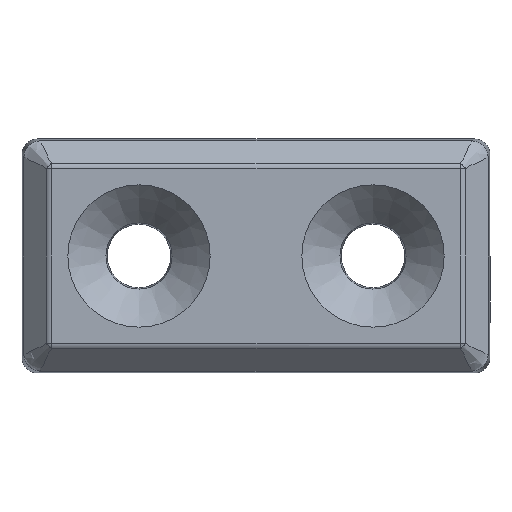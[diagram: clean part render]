
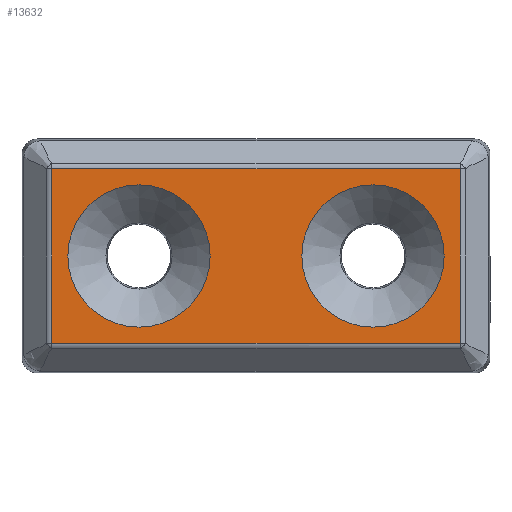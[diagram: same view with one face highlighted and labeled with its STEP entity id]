
A CAD part, front view. The second image highlights one B-rep face of the part: STEP entity #13632.
In plain terms, the highlighted planar face has unit normal (0, -1, 0).
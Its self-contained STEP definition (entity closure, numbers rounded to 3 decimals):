
#70 = EDGE_CURVE ( 'NONE', #971, #11300, #679, .T. ) ;
#118 = ORIENTED_EDGE ( 'NONE', *, *, #12976, .F. ) ;
#217 = FACE_BOUND ( 'NONE', #729, .T. ) ;
#332 = CARTESIAN_POINT ( 'NONE',  ( 26.167, -8., -11.167 ) ) ;
#514 = VECTOR ( 'NONE', #8689, 1000. ) ;
#567 = FACE_BOUND ( 'NONE', #2344, .T. ) ;
#679 = LINE ( 'NONE', #7585, #514 ) ;
#693 = CARTESIAN_POINT ( 'NONE',  ( 15., -8., -9.125 ) ) ;
#729 = EDGE_LOOP ( 'NONE', ( #118 ) ) ;
#966 = CARTESIAN_POINT ( 'NONE',  ( -26.167, -8., 11.167 ) ) ;
#971 = VERTEX_POINT ( 'NONE', #12585 ) ;
#1387 = VECTOR ( 'NONE', #13326, 1000. ) ;
#1447 = EDGE_CURVE ( 'NONE', #13954, #8434, #4177, .T. ) ;
#1738 = LINE ( 'NONE', #5849, #1387 ) ;
#1805 = EDGE_CURVE ( 'NONE', #11300, #13954, #1738, .T. ) ;
#1954 = VERTEX_POINT ( 'NONE', #13668 ) ;
#2344 = EDGE_LOOP ( 'NONE', ( #5317 ) ) ;
#2755 = CARTESIAN_POINT ( 'NONE',  ( -15., -8., 0. ) ) ;
#3127 = CARTESIAN_POINT ( 'NONE',  ( 15., -8., 0. ) ) ;
#3172 = FACE_OUTER_BOUND ( 'NONE', #10715, .T. ) ;
#3837 = DIRECTION ( 'NONE',  ( 0., 0., -1. ) ) ;
#4153 = VECTOR ( 'NONE', #8446, 1000. ) ;
#4177 = LINE ( 'NONE', #7330, #4153 ) ;
#4203 = DIRECTION ( 'NONE',  ( 0., 0., -1. ) ) ;
#4278 = ORIENTED_EDGE ( 'NONE', *, *, #70, .T. ) ;
#4324 = PLANE ( 'NONE',  #11974 ) ;
#4545 = CIRCLE ( 'NONE', #4571, 9.125 ) ;
#4571 = AXIS2_PLACEMENT_3D ( 'NONE', #2755, #10374, #3837 ) ;
#4636 = EDGE_CURVE ( 'NONE', #8434, #971, #8747, .T. ) ;
#5317 = ORIENTED_EDGE ( 'NONE', *, *, #10440, .F. ) ;
#5849 = CARTESIAN_POINT ( 'NONE',  ( 26.167, -8., 0. ) ) ;
#6607 = DIRECTION ( 'NONE',  ( 0., -1., 0. ) ) ;
#7130 = AXIS2_PLACEMENT_3D ( 'NONE', #3127, #10713, #4203 ) ;
#7330 = CARTESIAN_POINT ( 'NONE',  ( 0., -8., 11.167 ) ) ;
#7585 = CARTESIAN_POINT ( 'NONE',  ( 0., -8., -11.167 ) ) ;
#7837 = VERTEX_POINT ( 'NONE', #693 ) ;
#8434 = VERTEX_POINT ( 'NONE', #966 ) ;
#8446 = DIRECTION ( 'NONE',  ( -1., 0., 0. ) ) ;
#8598 = VECTOR ( 'NONE', #12731, 1000. ) ;
#8689 = DIRECTION ( 'NONE',  ( 1., 0., 0. ) ) ;
#8747 = LINE ( 'NONE', #13797, #8598 ) ;
#9127 = ORIENTED_EDGE ( 'NONE', *, *, #1447, .T. ) ;
#10374 = DIRECTION ( 'NONE',  ( 0., -1., 0. ) ) ;
#10440 = EDGE_CURVE ( 'NONE', #7837, #7837, #11266, .T. ) ;
#10713 = DIRECTION ( 'NONE',  ( 0., -1., 0. ) ) ;
#10715 = EDGE_LOOP ( 'NONE', ( #11233, #9127, #13609, #4278 ) ) ;
#11233 = ORIENTED_EDGE ( 'NONE', *, *, #1805, .T. ) ;
#11266 = CIRCLE ( 'NONE', #7130, 9.125 ) ;
#11300 = VERTEX_POINT ( 'NONE', #332 ) ;
#11442 = CARTESIAN_POINT ( 'NONE',  ( 26.167, -8., 11.167 ) ) ;
#11912 = CARTESIAN_POINT ( 'NONE',  ( 0., -8., 0. ) ) ;
#11974 = AXIS2_PLACEMENT_3D ( 'NONE', #11912, #6607, #14002 ) ;
#12585 = CARTESIAN_POINT ( 'NONE',  ( -26.167, -8., -11.167 ) ) ;
#12731 = DIRECTION ( 'NONE',  ( 0., 0., -1. ) ) ;
#12976 = EDGE_CURVE ( 'NONE', #1954, #1954, #4545, .T. ) ;
#13326 = DIRECTION ( 'NONE',  ( 0., 0., 1. ) ) ;
#13609 = ORIENTED_EDGE ( 'NONE', *, *, #4636, .T. ) ;
#13632 = ADVANCED_FACE ( 'NONE', ( #3172, #217, #567 ), #4324, .T. ) ;
#13668 = CARTESIAN_POINT ( 'NONE',  ( -15., -8., -9.125 ) ) ;
#13797 = CARTESIAN_POINT ( 'NONE',  ( -26.167, -8., 0. ) ) ;
#13954 = VERTEX_POINT ( 'NONE', #11442 ) ;
#14002 = DIRECTION ( 'NONE',  ( 0., 0., -1. ) ) ;
